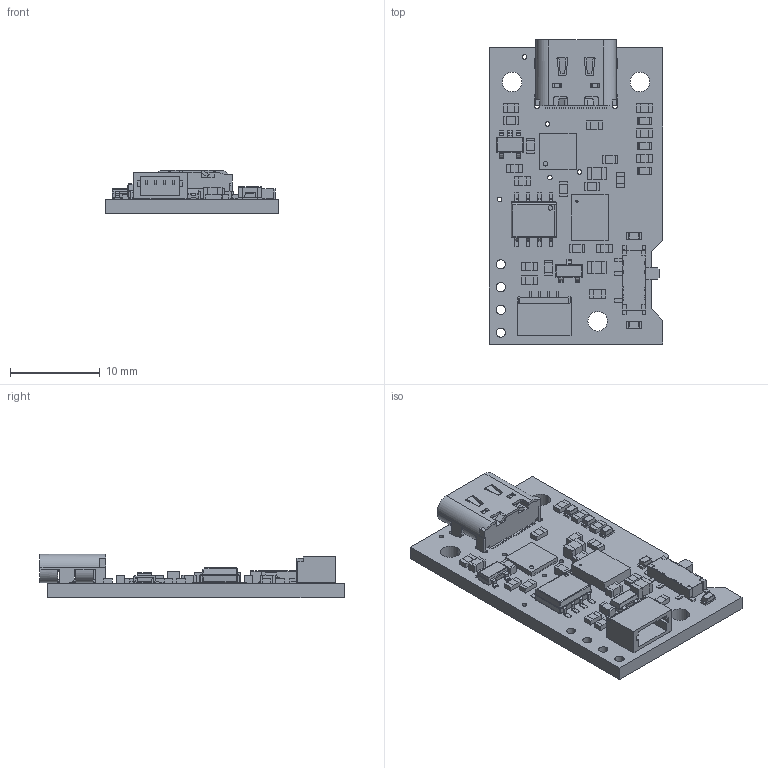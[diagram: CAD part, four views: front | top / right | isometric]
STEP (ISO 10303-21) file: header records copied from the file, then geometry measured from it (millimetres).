
FILE_DESCRIPTION (( 'STEP AP214' ), '1' );
FILE_NAME ('pololu_isolated_usb_to_i2c_adapter_with_isolated_power.step', '2025-04-01T17:41:15', ( '' ), ( '' ), 'SwSTEP 2.0', 'SolidWorks 2025', '' );
FILE_SCHEMA (( 'AUTOMOTIVE_DESIGN' ));
Length unit declared in the file: millimetre
Products named in the file (1): pololu_isolated_usb_to_i2c_adapter_with_isolated_power
Bounding box: 19.3 x 33.89 x 4.83 mm (x, y, z)
Volume: 1256.2 mm3; surface area: 2386.5 mm2
Topology: 1 solids, 1 shells, 1882 faces, 5052 edges, 3234 vertices
Faces by surface type: plane 1326, cylinder 329, bspline 205, cone 12, sphere 10
Entity records: 86665 total; most frequent: CARTESIAN_POINT 20622, ORIENTED_EDGE 10104, DIRECTION 8370, EDGE_CURVE 5052, LINE 3886, VECTOR 3886, VERTEX_POINT 3234, AXIS2_PLACEMENT_3D 2242
